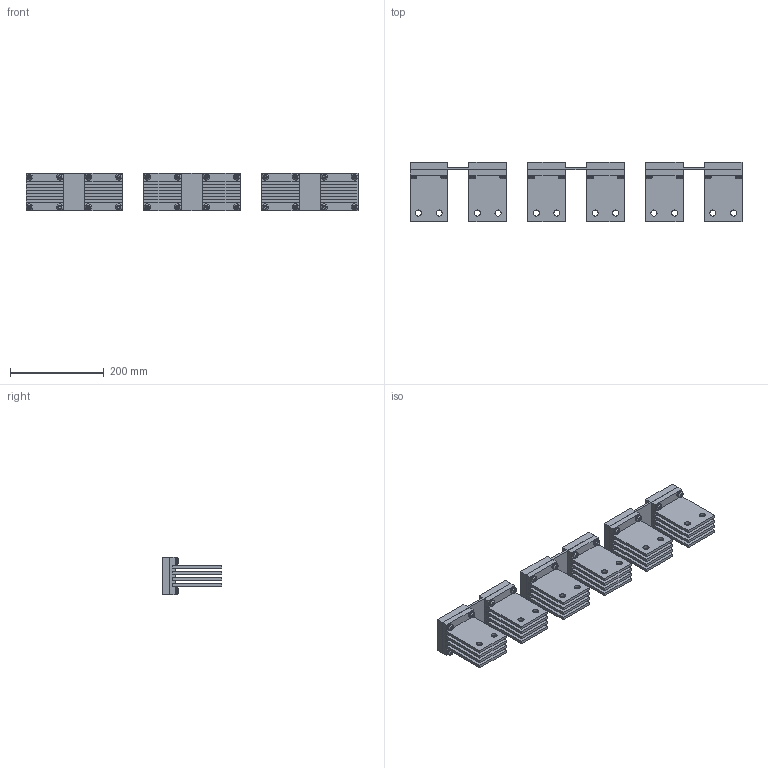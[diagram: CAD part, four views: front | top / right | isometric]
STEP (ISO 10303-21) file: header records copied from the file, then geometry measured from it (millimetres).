
FILE_DESCRIPTION(('CATIA V5 STEP Exchange'),'2;1');
FILE_NAME('1SDH001336R0229_E6.2_III_TERMINALS_HR_UL_LOWER_5000A.stp','2014-09-18T15:46:41+00:00',('none'),('none'),'CATIA Version 5 Release 20 SP 6 (IN-10)','CATIA V5 STEP AP214','none');
FILE_SCHEMA(('AUTOMOTIVE_DESIGN { 1 0 10303 214 1 1 1 1 }'));
Length unit declared in the file: millimetre
Products named in the file (1): E6.2_III_TERMINALS_HR_UL_LOWER_5000A_AllCATPart
Bounding box: 710 x 128 x 80 mm (x, y, z)
Volume: 2216472 mm3; surface area: 766566.6 mm2
Topology: 105 solids, 105 shells, 1794 faces, 4368 edges, 2808 vertices
Faces by surface type: plane 690, cylinder 624, torus 336, cone 96, sphere 48
Entity records: 50749 total; most frequent: CARTESIAN_POINT 10825, ORIENTED_EDGE 8640, DIRECTION 6384, EDGE_CURVE 4320, AXIS2_PLACEMENT_3D 3265, VERTEX_POINT 2808, EDGE_LOOP 2154, CIRCLE 2016
